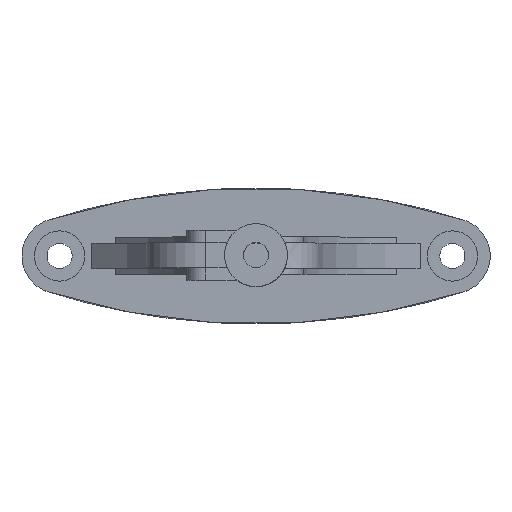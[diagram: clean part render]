
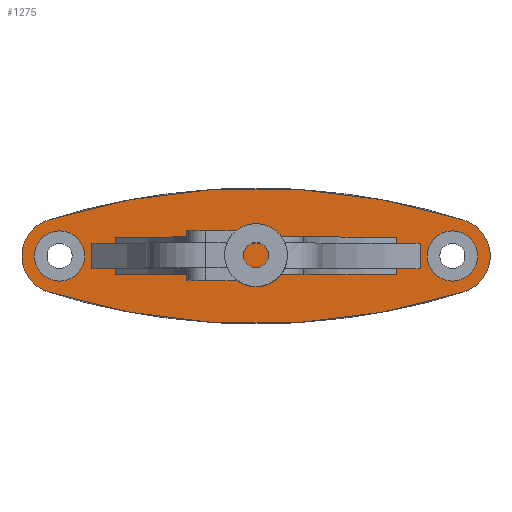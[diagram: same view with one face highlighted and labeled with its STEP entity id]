
A CAD part, top view. The second image highlights one B-rep face of the part: STEP entity #1275.
In plain terms, the highlighted planar face has unit normal (0, 0, 1).
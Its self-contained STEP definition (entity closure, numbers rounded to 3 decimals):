
#42=PLANE('',#1419);
#113=LINE('',#2101,#200);
#114=LINE('',#2111,#201);
#116=LINE('',#2120,#203);
#120=LINE('',#2140,#207);
#123=LINE('',#2151,#210);
#130=LINE('',#2211,#217);
#131=LINE('',#2212,#218);
#132=LINE('',#2213,#219);
#133=LINE('',#2214,#220);
#134=LINE('',#2216,#221);
#135=LINE('',#2218,#222);
#136=LINE('',#2220,#223);
#137=LINE('',#2222,#224);
#138=LINE('',#2224,#225);
#139=LINE('',#2226,#226);
#140=LINE('',#2227,#227);
#200=VECTOR('',#1644,4.292);
#201=VECTOR('',#1655,4.292);
#203=VECTOR('',#1665,7.515);
#207=VECTOR('',#1689,7.515);
#210=VECTOR('',#1702,4.292);
#217=VECTOR('',#1773,12.);
#218=VECTOR('',#1774,2.);
#219=VECTOR('',#1775,8.);
#220=VECTOR('',#1776,2.);
#221=VECTOR('',#1777,2.);
#222=VECTOR('',#1778,12.);
#223=VECTOR('',#1779,4.292);
#224=VECTOR('',#1780,2.);
#225=VECTOR('',#1781,7.515);
#226=VECTOR('',#1782,8.);
#227=VECTOR('',#1783,7.515);
#248=FACE_BOUND('',#380,.T.);
#249=FACE_BOUND('',#381,.T.);
#250=FACE_BOUND('',#382,.T.);
#251=FACE_BOUND('',#383,.T.);
#252=FACE_BOUND('',#384,.T.);
#380=EDGE_LOOP('',(#1063));
#381=EDGE_LOOP('',(#1064));
#382=EDGE_LOOP('',(#1065,#1066,#1067,#1068,#1069,#1070,#1071,#1072));
#383=EDGE_LOOP('',(#1073,#1074,#1075,#1076,#1077,#1078,#1079,#1080));
#384=EDGE_LOOP('',(#1081,#1082,#1083,#1084));
#466=CIRCLE('',#1400,220.);
#475=CIRCLE('',#1413,8.);
#477=CIRCLE('',#1417,8.);
#478=CIRCLE('',#1420,12.);
#479=CIRCLE('',#1421,220.);
#480=CIRCLE('',#1422,12.);
#569=VERTEX_POINT('',#2098);
#570=VERTEX_POINT('',#2100);
#573=VERTEX_POINT('',#2108);
#574=VERTEX_POINT('',#2110);
#576=VERTEX_POINT('',#2117);
#577=VERTEX_POINT('',#2119);
#582=VERTEX_POINT('',#2137);
#583=VERTEX_POINT('',#2139);
#585=VERTEX_POINT('',#2148);
#586=VERTEX_POINT('',#2150);
#596=VERTEX_POINT('',#2177);
#597=VERTEX_POINT('',#2179);
#605=VERTEX_POINT('',#2201);
#607=VERTEX_POINT('',#2207);
#608=VERTEX_POINT('',#2215);
#609=VERTEX_POINT('',#2217);
#610=VERTEX_POINT('',#2219);
#611=VERTEX_POINT('',#2221);
#612=VERTEX_POINT('',#2223);
#613=VERTEX_POINT('',#2225);
#614=VERTEX_POINT('',#2228);
#615=VERTEX_POINT('',#2230);
#723=EDGE_CURVE('',#569,#570,#113,.T.);
#728=EDGE_CURVE('',#573,#574,#114,.T.);
#733=EDGE_CURVE('',#576,#577,#116,.T.);
#743=EDGE_CURVE('',#582,#583,#120,.T.);
#749=EDGE_CURVE('',#585,#586,#123,.T.);
#763=EDGE_CURVE('',#596,#597,#466,.T.);
#773=EDGE_CURVE('',#605,#605,#475,.T.);
#775=EDGE_CURVE('',#607,#607,#477,.T.);
#776=EDGE_CURVE('',#570,#585,#130,.T.);
#777=EDGE_CURVE('',#577,#569,#131,.T.);
#778=EDGE_CURVE('',#583,#576,#132,.T.);
#779=EDGE_CURVE('',#586,#582,#133,.T.);
#780=EDGE_CURVE('',#574,#608,#134,.T.);
#781=EDGE_CURVE('',#609,#573,#135,.T.);
#782=EDGE_CURVE('',#610,#609,#136,.T.);
#783=EDGE_CURVE('',#611,#610,#137,.T.);
#784=EDGE_CURVE('',#612,#611,#138,.T.);
#785=EDGE_CURVE('',#613,#612,#139,.T.);
#786=EDGE_CURVE('',#608,#613,#140,.T.);
#787=EDGE_CURVE('',#614,#596,#478,.T.);
#788=EDGE_CURVE('',#615,#614,#479,.T.);
#789=EDGE_CURVE('',#597,#615,#480,.T.);
#1063=ORIENTED_EDGE('',*,*,#773,.T.);
#1064=ORIENTED_EDGE('',*,*,#775,.T.);
#1065=ORIENTED_EDGE('',*,*,#749,.F.);
#1066=ORIENTED_EDGE('',*,*,#776,.F.);
#1067=ORIENTED_EDGE('',*,*,#723,.F.);
#1068=ORIENTED_EDGE('',*,*,#777,.F.);
#1069=ORIENTED_EDGE('',*,*,#733,.F.);
#1070=ORIENTED_EDGE('',*,*,#778,.F.);
#1071=ORIENTED_EDGE('',*,*,#743,.F.);
#1072=ORIENTED_EDGE('',*,*,#779,.F.);
#1073=ORIENTED_EDGE('',*,*,#780,.F.);
#1074=ORIENTED_EDGE('',*,*,#728,.F.);
#1075=ORIENTED_EDGE('',*,*,#781,.F.);
#1076=ORIENTED_EDGE('',*,*,#782,.F.);
#1077=ORIENTED_EDGE('',*,*,#783,.F.);
#1078=ORIENTED_EDGE('',*,*,#784,.F.);
#1079=ORIENTED_EDGE('',*,*,#785,.F.);
#1080=ORIENTED_EDGE('',*,*,#786,.F.);
#1081=ORIENTED_EDGE('',*,*,#787,.F.);
#1082=ORIENTED_EDGE('',*,*,#788,.F.);
#1083=ORIENTED_EDGE('',*,*,#789,.F.);
#1084=ORIENTED_EDGE('',*,*,#763,.F.);
#1275=ADVANCED_FACE('',(#248,#249,#250,#251,#252),#42,.T.);
#1400=AXIS2_PLACEMENT_3D('',#2180,#1732,#1733);
#1413=AXIS2_PLACEMENT_3D('',#2202,#1759,#1760);
#1417=AXIS2_PLACEMENT_3D('',#2208,#1767,#1768);
#1419=AXIS2_PLACEMENT_3D('',#2210,#1771,#1772);
#1420=AXIS2_PLACEMENT_3D('',#2229,#1784,#1785);
#1421=AXIS2_PLACEMENT_3D('',#2231,#1786,#1787);
#1422=AXIS2_PLACEMENT_3D('',#2232,#1788,#1789);
#1644=DIRECTION('',(1.,0.,0.));
#1655=DIRECTION('',(1.,0.,0.));
#1665=DIRECTION('',(1.,0.,0.));
#1689=DIRECTION('',(-1.,0.,0.));
#1702=DIRECTION('',(-1.,0.,0.));
#1732=DIRECTION('center_axis',(0.,0.,-1.));
#1733=DIRECTION('ref_axis',(-0.3,-0.954,0.));
#1759=DIRECTION('center_axis',(0.,0.,-1.));
#1760=DIRECTION('ref_axis',(-1.,0.,0.));
#1767=DIRECTION('center_axis',(0.,0.,-1.));
#1768=DIRECTION('ref_axis',(-1.,0.,0.));
#1771=DIRECTION('center_axis',(0.,0.,1.));
#1772=DIRECTION('ref_axis',(1.,0.,0.));
#1773=DIRECTION('',(0.,1.,0.));
#1774=DIRECTION('',(0.,-1.,0.));
#1775=DIRECTION('',(0.,-1.,0.));
#1776=DIRECTION('',(0.,-1.,0.));
#1777=DIRECTION('',(0.,1.,0.));
#1778=DIRECTION('',(0.,-1.,0.));
#1779=DIRECTION('',(-1.,0.,0.));
#1780=DIRECTION('',(0.,1.,0.));
#1781=DIRECTION('',(-1.,0.,0.));
#1782=DIRECTION('',(0.,1.,0.));
#1783=DIRECTION('',(1.,0.,0.));
#1784=DIRECTION('center_axis',(0.,0.,-1.));
#1785=DIRECTION('ref_axis',(0.3,-0.954,0.));
#1786=DIRECTION('center_axis',(0.,0.,-1.));
#1787=DIRECTION('ref_axis',(0.3,0.954,0.));
#1788=DIRECTION('center_axis',(0.,0.,-1.));
#1789=DIRECTION('ref_axis',(-0.3,0.954,0.));
#2098=CARTESIAN_POINT('',(-44.701,-6.,5.));
#2100=CARTESIAN_POINT('',(-40.408,-6.,5.));
#2101=CARTESIAN_POINT('',(-34.59,-6.,5.));
#2108=CARTESIAN_POINT('',(40.408,-6.,5.));
#2110=CARTESIAN_POINT('',(44.701,-6.,5.));
#2111=CARTESIAN_POINT('',(-34.59,-6.,5.));
#2117=CARTESIAN_POINT('',(-52.216,-4.,5.));
#2119=CARTESIAN_POINT('',(-44.701,-4.,5.));
#2120=CARTESIAN_POINT('',(-35.436,-4.,5.));
#2137=CARTESIAN_POINT('',(-44.701,4.,5.));
#2139=CARTESIAN_POINT('',(-52.216,4.,5.));
#2140=CARTESIAN_POINT('',(-35.436,4.,5.));
#2148=CARTESIAN_POINT('',(-40.408,6.,5.));
#2150=CARTESIAN_POINT('',(-44.701,6.,5.));
#2151=CARTESIAN_POINT('',(-34.59,6.,5.));
#2177=CARTESIAN_POINT('',(-66.106,11.445,5.));
#2179=CARTESIAN_POINT('',(66.106,11.445,5.));
#2180=CARTESIAN_POINT('Origin',(0.,-198.388,5.));
#2201=CARTESIAN_POINT('',(-54.5,0.,5.));
#2202=CARTESIAN_POINT('Origin',(-62.5,0.,5.));
#2207=CARTESIAN_POINT('',(70.5,0.,5.));
#2208=CARTESIAN_POINT('Origin',(62.5,0.,5.));
#2210=CARTESIAN_POINT('Origin',(0.,0.,
5.));
#2211=CARTESIAN_POINT('',(-40.408,-3.,5.));
#2212=CARTESIAN_POINT('',(-44.701,-5.,5.));
#2213=CARTESIAN_POINT('',(-52.216,0.,5.));
#2214=CARTESIAN_POINT('',(-44.701,5.,5.));
#2215=CARTESIAN_POINT('',(44.701,-4.,5.));
#2216=CARTESIAN_POINT('',(44.701,-5.,5.));
#2217=CARTESIAN_POINT('',(40.408,6.,5.));
#2218=CARTESIAN_POINT('',(40.408,-3.,5.));
#2219=CARTESIAN_POINT('',(44.701,6.,5.));
#2220=CARTESIAN_POINT('',(-34.59,6.,5.));
#2221=CARTESIAN_POINT('',(44.701,4.,5.));
#2222=CARTESIAN_POINT('',(44.701,5.,5.));
#2223=CARTESIAN_POINT('',(52.216,4.,5.));
#2224=CARTESIAN_POINT('',(-35.436,4.,5.));
#2225=CARTESIAN_POINT('',(52.216,-4.,5.));
#2226=CARTESIAN_POINT('',(52.216,0.,5.));
#2227=CARTESIAN_POINT('',(-35.436,-4.,5.));
#2228=CARTESIAN_POINT('',(-66.106,-11.445,5.));
#2229=CARTESIAN_POINT('Origin',(-62.5,0.,5.));
#2230=CARTESIAN_POINT('',(66.106,-11.445,5.));
#2231=CARTESIAN_POINT('Origin',(0.,198.388,5.));
#2232=CARTESIAN_POINT('Origin',(62.5,0.,5.));
